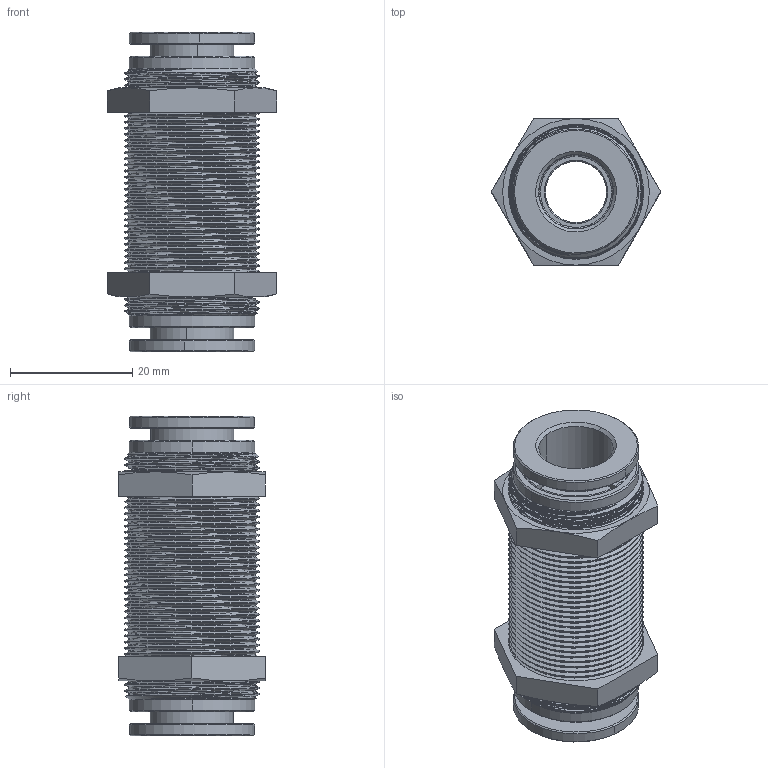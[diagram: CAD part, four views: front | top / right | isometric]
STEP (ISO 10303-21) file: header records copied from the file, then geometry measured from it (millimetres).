
FILE_DESCRIPTION (( 'STEP AP214' ), '1' );
FILE_NAME ('BUS12W.STEP', '2018-07-05T15:43:35', ( '' ), ( '' ), 'SwSTEP 2.0', 'SolidWorks 2016', '' );
FILE_SCHEMA (( 'AUTOMOTIVE_DESIGN' ));
Length unit declared in the file: millimetre
Products named in the file (1): BUS12W
Bounding box: 27.71 x 24 x 52.36 mm (x, y, z)
Volume: 11824.1 mm3; surface area: 16999.4 mm2
Topology: 13 solids, 13 shells, 967 faces, 2673 edges, 1738 vertices
Faces by surface type: plane 306, cone 289, cylinder 223, bspline 145, torus 4
Entity records: 55050 total; most frequent: CARTESIAN_POINT 22064, ORIENTED_EDGE 5346, DIRECTION 3845, EDGE_CURVE 2673, VERTEX_POINT 1738, AXIS2_PLACEMENT_3D 1563, B_SPLINE_CURVE_WITH_KNOTS 1025, EDGE_LOOP 999
